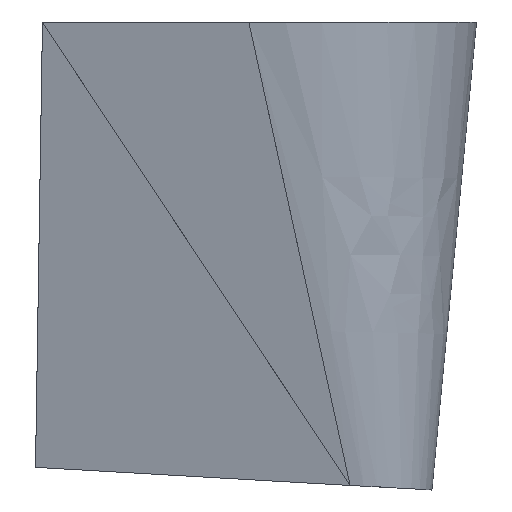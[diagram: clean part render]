
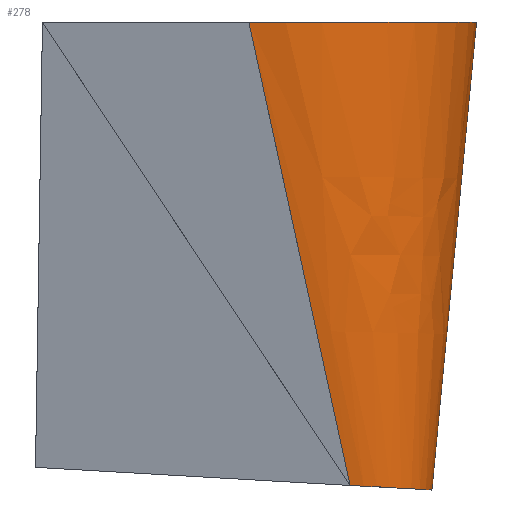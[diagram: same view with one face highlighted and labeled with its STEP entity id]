
A CAD part, left-side view. The second image highlights one B-rep face of the part: STEP entity #278.
In plain terms, the highlighted free-form (B-spline) face has degree [3, 3] with [10, 4] control points.
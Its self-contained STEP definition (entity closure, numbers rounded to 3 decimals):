
#17=B_SPLINE_CURVE_WITH_KNOTS('',3,(#442,#443,#444,#445,#446,#447,#448,
#449,#450,#451),.UNSPECIFIED.,.F.,.F.,(4,1,1,1,1,1,1,4),(0.,0.143,
0.286,0.429,0.571,0.714,
0.857,1.),.UNSPECIFIED.);
#18=B_SPLINE_CURVE_WITH_KNOTS('',3,(#453,#454,#455,#456,#457,#458,#459,
#460,#461,#462,#463,#464,#465,#466,#467,#468,#469,#470,#471,#472,#473,#474),
 .UNSPECIFIED.,.F.,.F.,(4,3,3,3,3,3,3,4),(0.,0.226,
0.452,0.678,0.903,1.129,
1.355,1.581),.UNSPECIFIED.);
#23=B_SPLINE_SURFACE_WITH_KNOTS('',3,3,((#401,#402,#403,#404),(#405,#406,
#407,#408),(#409,#410,#411,#412),(#413,#414,#415,#416),(#417,#418,#419,
#420),(#421,#422,#423,#424),(#425,#426,#427,#428),(#429,#430,#431,#432),
(#433,#434,#435,#436),(#437,#438,#439,#440)),.UNSPECIFIED.,.F.,.F.,.F.,
(4,1,1,1,1,1,1,4),(4,4),(0.,0.143,0.286,0.429,
0.571,0.714,0.857,1.),(0.,1.),
 .UNSPECIFIED.);
#32=FACE_OUTER_BOUND('',#52,.T.);
#52=EDGE_LOOP('',(#193,#194,#195,#196));
#74=LINE('',#400,#104);
#75=LINE('',#475,#105);
#104=VECTOR('',#338,10.);
#105=VECTOR('',#339,10.);
#131=VERTEX_POINT('',#393);
#134=VERTEX_POINT('',#398);
#135=VERTEX_POINT('',#441);
#136=VERTEX_POINT('',#452);
#154=EDGE_CURVE('',#131,#134,#74,.T.);
#155=EDGE_CURVE('',#135,#131,#17,.T.);
#156=EDGE_CURVE('',#136,#134,#18,.T.);
#157=EDGE_CURVE('',#135,#136,#75,.T.);
#193=ORIENTED_EDGE('',*,*,#155,.T.);
#194=ORIENTED_EDGE('',*,*,#154,.T.);
#195=ORIENTED_EDGE('',*,*,#156,.F.);
#196=ORIENTED_EDGE('',*,*,#157,.F.);
#278=ADVANCED_FACE('',(#32),#23,.T.);
#338=DIRECTION('',(0.116,-0.094,0.989));
#339=DIRECTION('',(-0.184,0.21,0.96));
#393=CARTESIAN_POINT('',(-748.,-791.109,1988.011));
#398=CARTESIAN_POINT('',(-613.897,-900.26,3134.394));
#400=CARTESIAN_POINT('',(-748.,-791.109,1988.011));
#401=CARTESIAN_POINT('Ctrl Pts',(-948.945,-590.608,1999.112));
#402=CARTESIAN_POINT('Ctrl Pts',(-1021.271,-507.917,2377.444));
#403=CARTESIAN_POINT('Ctrl Pts',(-1093.596,-425.225,2755.776));
#404=CARTESIAN_POINT('Ctrl Pts',(-1165.922,-342.534,3134.108));
#405=CARTESIAN_POINT('Ctrl Pts',(-948.942,-605.504,1998.312));
#406=CARTESIAN_POINT('Ctrl Pts',(-1021.414,-531.7,2376.926));
#407=CARTESIAN_POINT('Ctrl Pts',(-1093.883,-457.897,2755.541));
#408=CARTESIAN_POINT('Ctrl Pts',(-1166.355,-384.093,3134.155));
#409=CARTESIAN_POINT('Ctrl Pts',(-945.601,-635.275,1996.71));
#410=CARTESIAN_POINT('Ctrl Pts',(-1016.331,-579.287,2375.887));
#411=CARTESIAN_POINT('Ctrl Pts',(-1087.061,-523.299,2755.065));
#412=CARTESIAN_POINT('Ctrl Pts',(-1157.791,-467.311,3134.243));
#413=CARTESIAN_POINT('Ctrl Pts',(-930.8,-677.804,1994.404));
#414=CARTESIAN_POINT('Ctrl Pts',(-992.97,-647.233,2374.387));
#415=CARTESIAN_POINT('Ctrl Pts',(-1055.138,-616.662,2754.37));
#416=CARTESIAN_POINT('Ctrl Pts',(-1117.308,-586.092,3134.352));
#417=CARTESIAN_POINT('Ctrl Pts',(-906.844,-716.134,1992.308));
#418=CARTESIAN_POINT('Ctrl Pts',(-954.979,-708.352,2373.016));
#419=CARTESIAN_POINT('Ctrl Pts',(-1003.113,-700.57,2753.724));
#420=CARTESIAN_POINT('Ctrl Pts',(-1051.247,-692.789,3134.433));
#421=CARTESIAN_POINT('Ctrl Pts',(-874.83,-748.307,1990.527));
#422=CARTESIAN_POINT('Ctrl Pts',(-904.209,-759.531,2371.844));
#423=CARTESIAN_POINT('Ctrl Pts',(-933.588,-770.756,2753.162));
#424=CARTESIAN_POINT('Ctrl Pts',(-962.967,-781.981,3134.479));
#425=CARTESIAN_POINT('Ctrl Pts',(-836.315,-772.607,1989.157));
#426=CARTESIAN_POINT('Ctrl Pts',(-843.194,-798.116,2370.934));
#427=CARTESIAN_POINT('Ctrl Pts',(-850.072,-823.624,2752.711));
#428=CARTESIAN_POINT('Ctrl Pts',(-856.951,-849.133,3134.488));
#429=CARTESIAN_POINT('Ctrl Pts',(-793.272,-787.712,1988.271));
#430=CARTESIAN_POINT('Ctrl Pts',(-775.045,-822.088,2370.335));
#431=CARTESIAN_POINT('Ctrl Pts',(-756.818,-856.464,2752.398));
#432=CARTESIAN_POINT('Ctrl Pts',(-738.59,-890.839,3134.461));
#433=CARTESIAN_POINT('Ctrl Pts',(-763.073,-791.111,1988.037));
#434=CARTESIAN_POINT('Ctrl Pts',(-727.202,-827.496,2370.164));
#435=CARTESIAN_POINT('Ctrl Pts',(-691.332,-863.878,2752.292));
#436=CARTESIAN_POINT('Ctrl Pts',(-655.461,-900.262,3134.42));
#437=CARTESIAN_POINT('Ctrl Pts',(-748.,-791.109,1988.011));
#438=CARTESIAN_POINT('Ctrl Pts',(-703.299,-827.492,2370.138));
#439=CARTESIAN_POINT('Ctrl Pts',(-658.598,-863.876,2752.266));
#440=CARTESIAN_POINT('Ctrl Pts',(-613.897,-900.26,3134.394));
#441=CARTESIAN_POINT('',(-948.945,-590.608,1999.112));
#442=CARTESIAN_POINT('Ctrl Pts',(-948.945,-590.608,1999.112));
#443=CARTESIAN_POINT('Ctrl Pts',(-948.942,-605.504,1998.312));
#444=CARTESIAN_POINT('Ctrl Pts',(-945.601,-635.275,1996.71));
#445=CARTESIAN_POINT('Ctrl Pts',(-930.8,-677.804,1994.404));
#446=CARTESIAN_POINT('Ctrl Pts',(-906.844,-716.134,1992.308));
#447=CARTESIAN_POINT('Ctrl Pts',(-874.83,-748.307,1990.527));
#448=CARTESIAN_POINT('Ctrl Pts',(-836.315,-772.607,1989.157));
#449=CARTESIAN_POINT('Ctrl Pts',(-793.272,-787.712,1988.271));
#450=CARTESIAN_POINT('Ctrl Pts',(-763.073,-791.111,1988.037));
#451=CARTESIAN_POINT('Ctrl Pts',(-748.,-791.109,1988.011));
#452=CARTESIAN_POINT('',(-1165.922,-342.534,3134.108));
#453=CARTESIAN_POINT('Ctrl Pts',(-1165.922,-342.534,3134.108));
#454=CARTESIAN_POINT('Ctrl Pts',(-1166.355,-384.093,3134.155));
#455=CARTESIAN_POINT('Ctrl Pts',(-1162.073,-425.702,3134.199));
#456=CARTESIAN_POINT('Ctrl Pts',(-1153.185,-466.303,3134.239));
#457=CARTESIAN_POINT('Ctrl Pts',(-1144.297,-506.904,3134.279));
#458=CARTESIAN_POINT('Ctrl Pts',(-1130.803,-546.498,3134.316));
#459=CARTESIAN_POINT('Ctrl Pts',(-1113.045,-584.078,3134.347));
#460=CARTESIAN_POINT('Ctrl Pts',(-1095.288,-621.658,3134.379));
#461=CARTESIAN_POINT('Ctrl Pts',(-1073.268,-657.223,3134.406));
#462=CARTESIAN_POINT('Ctrl Pts',(-1047.544,-689.871,3134.427));
#463=CARTESIAN_POINT('Ctrl Pts',(-1021.821,-722.519,3134.448));
#464=CARTESIAN_POINT('Ctrl Pts',(-992.394,-752.25,3134.463));
#465=CARTESIAN_POINT('Ctrl Pts',(-960.011,-778.308,3134.473));
#466=CARTESIAN_POINT('Ctrl Pts',(-927.628,-804.365,3134.482));
#467=CARTESIAN_POINT('Ctrl Pts',(-892.29,-826.749,3134.485));
#468=CARTESIAN_POINT('Ctrl Pts',(-854.894,-844.892,3134.482));
#469=CARTESIAN_POINT('Ctrl Pts',(-817.498,-863.035,3134.479));
#470=CARTESIAN_POINT('Ctrl Pts',(-778.044,-876.937,3134.47));
#471=CARTESIAN_POINT('Ctrl Pts',(-737.535,-886.244,3134.455));
#472=CARTESIAN_POINT('Ctrl Pts',(-697.026,-895.551,3134.441));
#473=CARTESIAN_POINT('Ctrl Pts',(-655.461,-900.262,3134.42));
#474=CARTESIAN_POINT('Ctrl Pts',(-613.897,-900.26,3134.394));
#475=CARTESIAN_POINT('',(-948.945,-590.608,1999.112));
